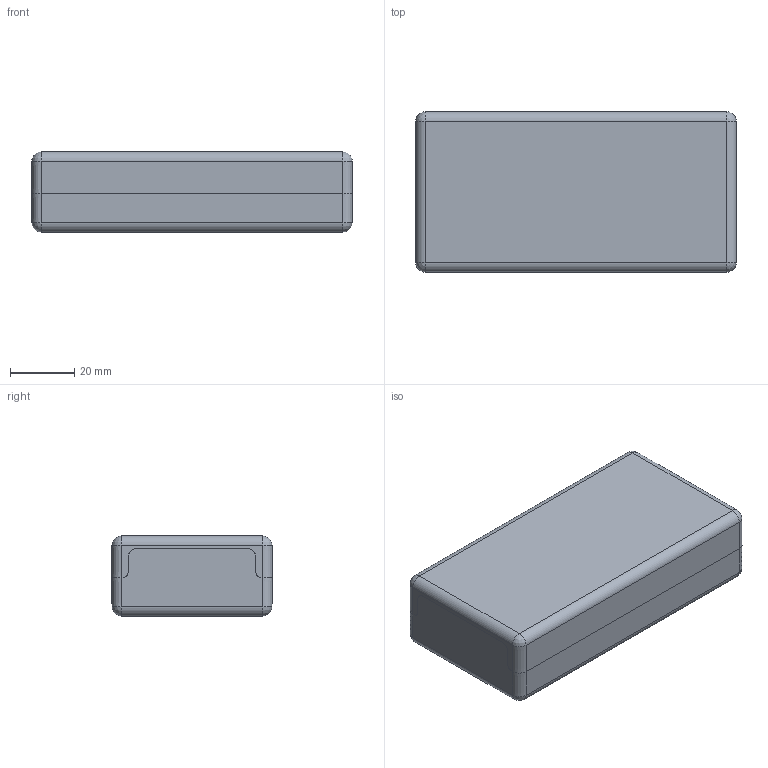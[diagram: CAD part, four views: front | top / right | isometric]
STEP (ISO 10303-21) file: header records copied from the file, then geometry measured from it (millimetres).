
FILE_DESCRIPTION((''),'2;1');
FILE_NAME('05410002_E 410.stp','2010-07-14T13:10:03',('kotzmaier'),(''),'Autodesk Inventor 2010','Autodesk Inventor 2010','');
FILE_SCHEMA(('CONFIG_CONTROL_DESIGN'));
Length unit declared in the file: millimetre
Products named in the file (4): E 410; E 410-420 UT_1003288_3Dsym; SHR Z KA35x16 WN 1412 oG_3Dsym; E 410 OT_1003284_3Dsym
Assembly tree (6 placements, depth 2):
  E 410
    E 410-420 UT_1003288_3Dsym
    SHR Z KA35x16 WN 1412 oG_3Dsym  x4
    E 410 OT_1003284_3Dsym
Bounding box: 100.1 x 50 x 25 mm (x, y, z)
Volume: 48163.5 mm3; surface area: 38050.9 mm2
Topology: 6 solids, 6 shells, 538 faces, 1265 edges, 771 vertices
Faces by surface type: plane 236, cylinder 134, torus 80, cone 64, bspline 20, sphere 4
Full cylindrical faces by diameter (mm): 2.45 x4, 2.8 x4, 3.5 x4, 4.35 x4, 6.1 x4, 6.8 x4, 7 x4, 8 x6, 9 x4
Entity records: 13084 total; most frequent: CARTESIAN_POINT 3183, DIRECTION 2158, ORIENTED_EDGE 1906, EDGE_CURVE 953, AXIS2_PLACEMENT_3D 810, VERTEX_POINT 589, VECTOR 538, LINE 538
